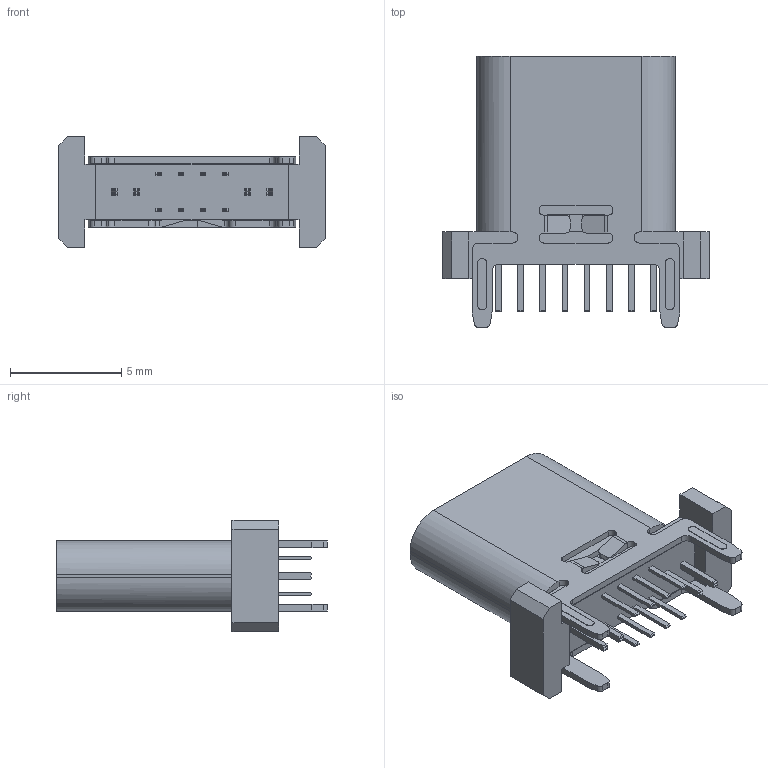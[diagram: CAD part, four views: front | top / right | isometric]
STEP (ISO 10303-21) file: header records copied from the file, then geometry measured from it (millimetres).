
FILE_DESCRIPTION((''),'2;1');
FILE_NAME('TYPE-C_16PIN___A_H0002','2025-02-25T08:08:52',('Administrator'),(''),'CREO PARAMETRIC BY PTC INC, 2020154','CREO PARAMETRIC BY PTC INC, 2020154','');
FILE_SCHEMA(('AUTOMOTIVE_DESIGN { 1 0 10303 214 1 1 1 1 }'));
Length unit declared in the file: millimetre
Products named in the file (1): TYPE-C_16PIN___A_H0002
Bounding box: 12 x 12.2 x 5 mm (x, y, z)
Volume: 203.9 mm3; surface area: 689.7 mm2
Topology: 1 solids, 1 shells, 438 faces, 1255 edges, 828 vertices
Faces by surface type: plane 328, cylinder 102, cone 8
Entity records: 18254 total; most frequent: CARTESIAN_POINT 2643, ORIENTED_EDGE 2510, DIRECTION 2326, PRESENTATION_STYLE_ASSIGNMENT 1272, STYLED_ITEM 1256, CURVE_STYLE 1255, EDGE_CURVE 1255, VECTOR 1018
